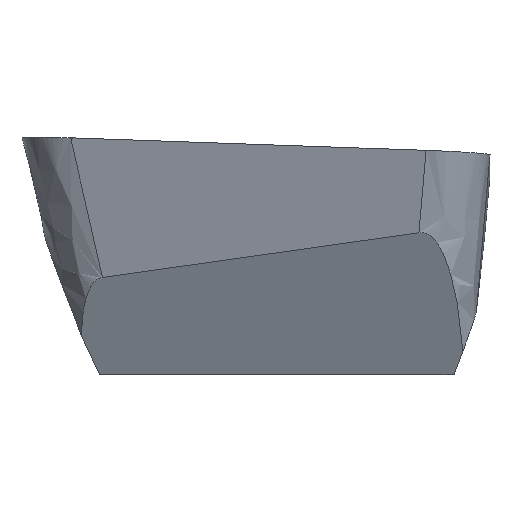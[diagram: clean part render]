
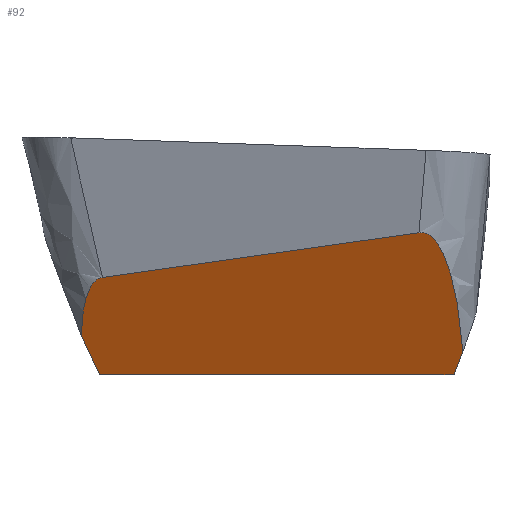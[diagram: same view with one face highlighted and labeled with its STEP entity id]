
A CAD part, left-side view. The second image highlights one B-rep face of the part: STEP entity #92.
In plain terms, the highlighted planar face has unit normal (-0.908, 0.098, -0.407).
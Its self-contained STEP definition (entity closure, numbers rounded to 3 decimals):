
#63=FACE_OUTER_BOUND('',#149,.T.);
#92=ADVANCED_FACE('',(#63),#117,.T.);
#117=PLANE('',#593);
#149=EDGE_LOOP('',(#271,#272,#273,#274,#275,#276));
#172=LINE('',#809,#200);
#174=LINE('',#817,#202);
#183=LINE('',#1058,#211);
#184=LINE('',#1080,#212);
#200=VECTOR('',#623,1.);
#202=VECTOR('',#631,1.);
#211=VECTOR('',#658,1.);
#212=VECTOR('',#661,1.);
#271=ORIENTED_EDGE('',*,*,#411,.T.);
#272=ORIENTED_EDGE('',*,*,#440,.F.);
#273=ORIENTED_EDGE('',*,*,#441,.F.);
#274=ORIENTED_EDGE('',*,*,#442,.T.);
#275=ORIENTED_EDGE('',*,*,#443,.T.);
#276=ORIENTED_EDGE('',*,*,#415,.T.);
#369=VERTEX_POINT('',#808);
#370=VERTEX_POINT('',#810);
#373=VERTEX_POINT('',#818);
#391=VERTEX_POINT('',#1057);
#392=VERTEX_POINT('',#1079);
#393=VERTEX_POINT('',#1081);
#411=EDGE_CURVE('',#370,#369,#172,.T.);
#415=EDGE_CURVE('',#373,#370,#174,.T.);
#440=EDGE_CURVE('',#391,#369,#183,.T.);
#441=EDGE_CURVE('',#392,#391,#524,.T.);
#442=EDGE_CURVE('',#392,#393,#184,.T.);
#443=EDGE_CURVE('',#393,#373,#525,.T.);
#524=B_SPLINE_CURVE_WITH_KNOTS('',3,(#1060,#1061,#1062,#1063,#1064,#1065,
#1066,#1067,#1068,#1069,#1070,#1071,#1072,#1073,#1074,#1075,#1076,#1077,
#1078),.UNSPECIFIED.,.F.,.F.,(4,3,3,3,3,3,4),(0.,0.03,0.059,
0.104,0.186,0.461,1.),.UNSPECIFIED.);
#525=B_SPLINE_CURVE_WITH_KNOTS('',3,(#1082,#1083,#1084,#1085,#1086,#1087,
#1088,#1089,#1090,#1091,#1092,#1093,#1094,#1095,#1096,#1097),
 .UNSPECIFIED.,.F.,.F.,(4,3,3,3,3,4),(0.,0.069,0.153,
0.304,0.79,1.),.UNSPECIFIED.);
#593=AXIS2_PLACEMENT_3D('',#1098,#662,#663);
#623=DIRECTION('',(-0.108,-0.994,0.));
#631=DIRECTION('',(0.34,-0.392,-0.855));
#658=DIRECTION('',(0.416,0.325,-0.85));
#661=DIRECTION('',(0.167,0.976,-0.138));
#662=DIRECTION('',(-0.908,0.098,-0.407));
#663=DIRECTION('',(-0.404,0.044,0.914));
#808=CARTESIAN_POINT('',(-3.91,-2.401,-3.4));
#809=CARTESIAN_POINT('',(-3.365,2.638,-3.4));
#810=CARTESIAN_POINT('',(-3.365,2.638,-3.4));
#817=CARTESIAN_POINT('',(-3.418,2.699,-3.266));
#818=CARTESIAN_POINT('',(-3.59,2.897,-2.835));
#1057=CARTESIAN_POINT('',(-4.072,-2.527,-3.069));
#1058=CARTESIAN_POINT('',(-4.072,-2.527,-3.069));
#1060=CARTESIAN_POINT('',(-4.761,-1.902,-1.38));
#1061=CARTESIAN_POINT('',(-4.764,-1.922,-1.377));
#1062=CARTESIAN_POINT('',(-4.766,-1.943,-1.378));
#1063=CARTESIAN_POINT('',(-4.767,-1.963,-1.381));
#1064=CARTESIAN_POINT('',(-4.767,-1.984,-1.384));
#1065=CARTESIAN_POINT('',(-4.767,-2.003,-1.391));
#1066=CARTESIAN_POINT('',(-4.765,-2.022,-1.4));
#1067=CARTESIAN_POINT('',(-4.762,-2.049,-1.413));
#1068=CARTESIAN_POINT('',(-4.756,-2.073,-1.432));
#1069=CARTESIAN_POINT('',(-4.749,-2.095,-1.452));
#1070=CARTESIAN_POINT('',(-4.737,-2.136,-1.489));
#1071=CARTESIAN_POINT('',(-4.72,-2.168,-1.534));
#1072=CARTESIAN_POINT('',(-4.703,-2.196,-1.58));
#1073=CARTESIAN_POINT('',(-4.645,-2.288,-1.732));
#1074=CARTESIAN_POINT('',(-4.574,-2.339,-1.902));
#1075=CARTESIAN_POINT('',(-4.504,-2.381,-2.069));
#1076=CARTESIAN_POINT('',(-4.365,-2.464,-2.398));
#1077=CARTESIAN_POINT('',(-4.219,-2.503,-2.735));
#1078=CARTESIAN_POINT('',(-4.072,-2.527,-3.069));
#1079=CARTESIAN_POINT('',(-4.761,-1.902,-1.38));
#1080=CARTESIAN_POINT('',(-4.761,-1.902,-1.38));
#1081=CARTESIAN_POINT('',(-3.99,2.595,-2.014));
#1082=CARTESIAN_POINT('',(-3.99,2.595,-2.014));
#1083=CARTESIAN_POINT('',(-3.986,2.618,-2.018));
#1084=CARTESIAN_POINT('',(-3.98,2.64,-2.026));
#1085=CARTESIAN_POINT('',(-3.973,2.66,-2.037));
#1086=CARTESIAN_POINT('',(-3.964,2.683,-2.05));
#1087=CARTESIAN_POINT('',(-3.954,2.703,-2.068));
#1088=CARTESIAN_POINT('',(-3.943,2.721,-2.088));
#1089=CARTESIAN_POINT('',(-3.924,2.752,-2.124));
#1090=CARTESIAN_POINT('',(-3.903,2.775,-2.165));
#1091=CARTESIAN_POINT('',(-3.882,2.793,-2.208));
#1092=CARTESIAN_POINT('',(-3.815,2.852,-2.344));
#1093=CARTESIAN_POINT('',(-3.745,2.874,-2.494));
#1094=CARTESIAN_POINT('',(-3.678,2.886,-2.641));
#1095=CARTESIAN_POINT('',(-3.648,2.892,-2.706));
#1096=CARTESIAN_POINT('',(-3.619,2.895,-2.77));
#1097=CARTESIAN_POINT('',(-3.59,2.897,-2.835));
#1098=CARTESIAN_POINT('',(-4.08,0.212,-2.389));
